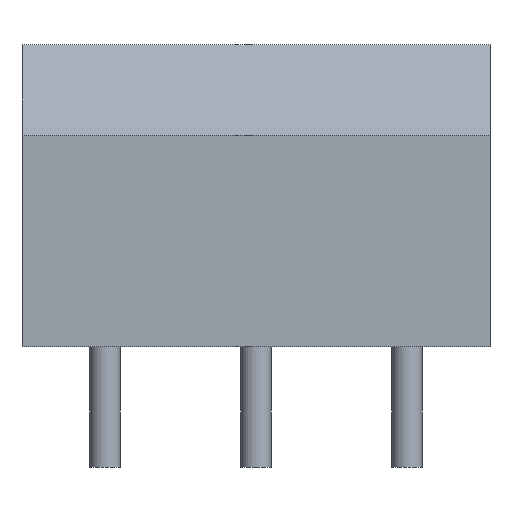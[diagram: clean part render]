
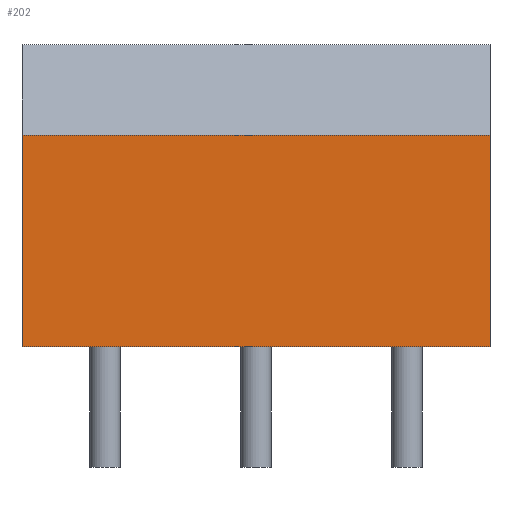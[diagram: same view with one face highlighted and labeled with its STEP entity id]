
A CAD part, front view. The second image highlights one B-rep face of the part: STEP entity #202.
In plain terms, the highlighted planar face has unit normal (0, -1, 0).
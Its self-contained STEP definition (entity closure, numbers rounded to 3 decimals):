
#58 = VERTEX_POINT('',#59);
#59 = CARTESIAN_POINT('',(-7.75,-3.8,7.));
#65 = EDGE_CURVE('',#66,#58,#68,.T.);
#66 = VERTEX_POINT('',#67);
#67 = CARTESIAN_POINT('',(-7.75,-3.8,0.));
#68 = LINE('',#69,#70);
#69 = CARTESIAN_POINT('',(-7.75,-3.8,0.));
#70 = VECTOR('',#71,1.);
#71 = DIRECTION('',(0.,0.,1.));
#159 = EDGE_CURVE('',#58,#160,#162,.T.);
#160 = VERTEX_POINT('',#161);
#161 = CARTESIAN_POINT('',(7.75,-3.8,7.));
#162 = LINE('',#163,#164);
#163 = CARTESIAN_POINT('',(-7.75,-3.8,7.));
#164 = VECTOR('',#165,1.);
#165 = DIRECTION('',(1.,0.,0.));
#202 = ADVANCED_FACE('',(#203),#221,.F.);
#203 = FACE_BOUND('',#204,.F.);
#204 = EDGE_LOOP('',(#205,#206,#207,#215));
#205 = ORIENTED_EDGE('',*,*,#65,.T.);
#206 = ORIENTED_EDGE('',*,*,#159,.T.);
#207 = ORIENTED_EDGE('',*,*,#208,.F.);
#208 = EDGE_CURVE('',#209,#160,#211,.T.);
#209 = VERTEX_POINT('',#210);
#210 = CARTESIAN_POINT('',(7.75,-3.8,0.));
#211 = LINE('',#212,#213);
#212 = CARTESIAN_POINT('',(7.75,-3.8,0.));
#213 = VECTOR('',#214,1.);
#214 = DIRECTION('',(0.,0.,1.));
#215 = ORIENTED_EDGE('',*,*,#216,.F.);
#216 = EDGE_CURVE('',#66,#209,#217,.T.);
#217 = LINE('',#218,#219);
#218 = CARTESIAN_POINT('',(-7.75,-3.8,0.));
#219 = VECTOR('',#220,1.);
#220 = DIRECTION('',(1.,0.,0.));
#221 = PLANE('',#222);
#222 = AXIS2_PLACEMENT_3D('',#223,#224,#225);
#223 = CARTESIAN_POINT('',(-7.75,-3.8,0.));
#224 = DIRECTION('',(0.,1.,0.));
#225 = DIRECTION('',(1.,0.,0.));
